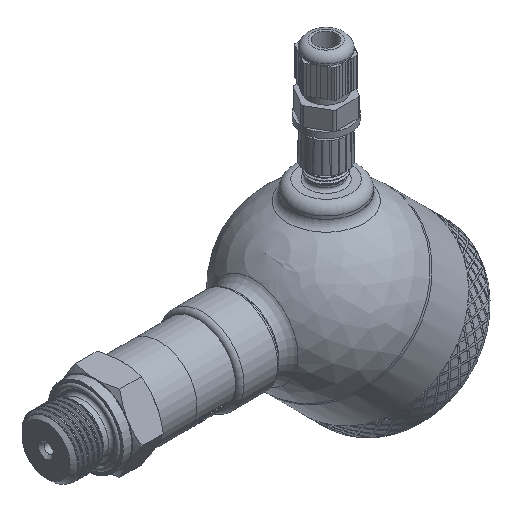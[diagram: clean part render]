
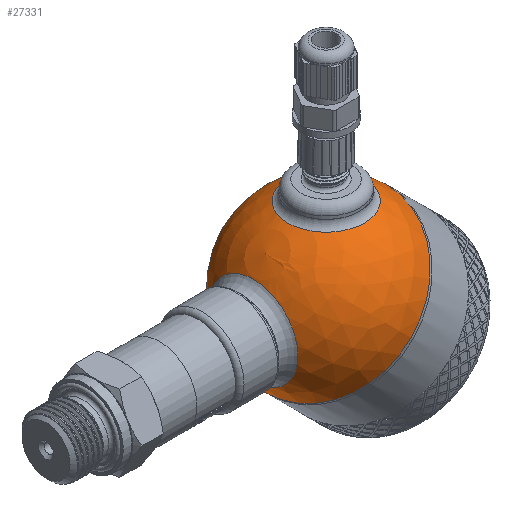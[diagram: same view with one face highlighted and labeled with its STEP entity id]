
A CAD part, isometric view. The second image highlights one B-rep face of the part: STEP entity #27331.
In plain terms, the highlighted spherical face has radius 30 mm.
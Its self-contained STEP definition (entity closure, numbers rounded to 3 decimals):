
#65=SPHERICAL_SURFACE('',#29008,30.);
#148=FACE_BOUND('',#3839,.T.);
#149=FACE_BOUND('',#3840,.T.);
#2095=FACE_OUTER_BOUND('',#3838,.T.);
#3838=EDGE_LOOP('',(#19750,#19751,#19752,#19753));
#3839=EDGE_LOOP('',(#19754));
#3840=EDGE_LOOP('',(#19755));
#5499=CIRCLE('',#28931,30.);
#5500=CIRCLE('',#28932,30.);
#5527=CIRCLE('',#29004,13.5);
#5530=CIRCLE('',#29009,30.);
#5531=CIRCLE('',#29010,15.643);
#10890=VERTEX_POINT('',#37698);
#10891=VERTEX_POINT('',#37700);
#11366=VERTEX_POINT('',#43762);
#11368=VERTEX_POINT('',#43769);
#11369=VERTEX_POINT('',#43771);
#13815=EDGE_CURVE('',#10890,#10891,#5499,.T.);
#13816=EDGE_CURVE('',#10891,#10890,#5500,.T.);
#14531=EDGE_CURVE('',#11366,#11366,#5527,.T.);
#14534=EDGE_CURVE('',#10891,#11368,#5530,.T.);
#14535=EDGE_CURVE('',#11369,#11369,#5531,.T.);
#19750=ORIENTED_EDGE('',*,*,#13816,.F.);
#19751=ORIENTED_EDGE('',*,*,#14534,.T.);
#19752=ORIENTED_EDGE('',*,*,#14534,.F.);
#19753=ORIENTED_EDGE('',*,*,#13815,.F.);
#19754=ORIENTED_EDGE('',*,*,#14535,.F.);
#19755=ORIENTED_EDGE('',*,*,#14531,.F.);
#27331=ADVANCED_FACE('',(#2095,#148,#149),#65,.T.);
#28931=AXIS2_PLACEMENT_3D('',#37701,#30460,#30461);
#28932=AXIS2_PLACEMENT_3D('',#37702,#30462,#30463);
#29004=AXIS2_PLACEMENT_3D('',#43763,#30858,#30859);
#29008=AXIS2_PLACEMENT_3D('',#43768,#30866,#30867);
#29009=AXIS2_PLACEMENT_3D('',#43770,#30868,#30869);
#29010=AXIS2_PLACEMENT_3D('',#43772,#30870,#30871);
#30460=DIRECTION('center_axis',(1.,0.,0.));
#30461=DIRECTION('ref_axis',(0.,1.,0.));
#30462=DIRECTION('center_axis',(1.,0.,0.));
#30463=DIRECTION('ref_axis',(0.,1.,0.));
#30858=DIRECTION('center_axis',(-0.707,0.,-0.707));
#30859=DIRECTION('ref_axis',(-0.707,0.,0.707));
#30866=DIRECTION('center_axis',(1.,0.,0.));
#30867=DIRECTION('ref_axis',(0.,-1.,0.));
#30868=DIRECTION('center_axis',(0.,0.,1.));
#30869=DIRECTION('ref_axis',(0.,1.,0.));
#30870=DIRECTION('center_axis',(-0.707,0.,0.707));
#30871=DIRECTION('ref_axis',(0.707,0.,0.707));
#37698=CARTESIAN_POINT('',(0.,-30.,0.));
#37700=CARTESIAN_POINT('',(0.,30.,0.));
#37701=CARTESIAN_POINT('Origin',(0.,0.,0.));
#37702=CARTESIAN_POINT('Origin',(0.,0.,0.));
#43762=CARTESIAN_POINT('',(-9.398,0.,-28.49));
#43763=CARTESIAN_POINT('Origin',(-18.944,0.,-18.944));
#43768=CARTESIAN_POINT('Origin',(0.,0.,0.));
#43769=CARTESIAN_POINT('',(-30.,0.,0.));
#43770=CARTESIAN_POINT('Origin',(0.,0.,0.));
#43771=CARTESIAN_POINT('',(-29.162,0.,7.04));
#43772=CARTESIAN_POINT('Origin',(-18.101,0.,18.101));
